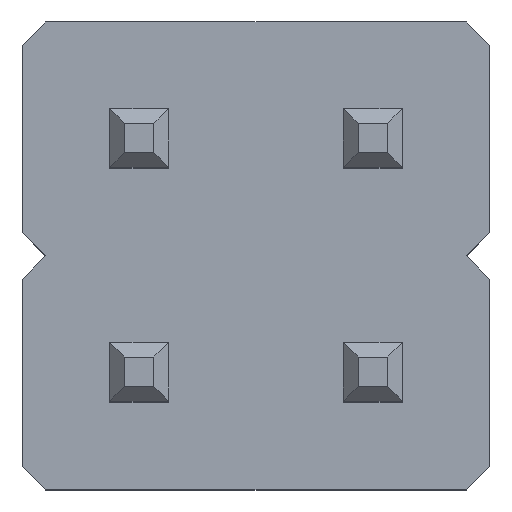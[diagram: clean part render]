
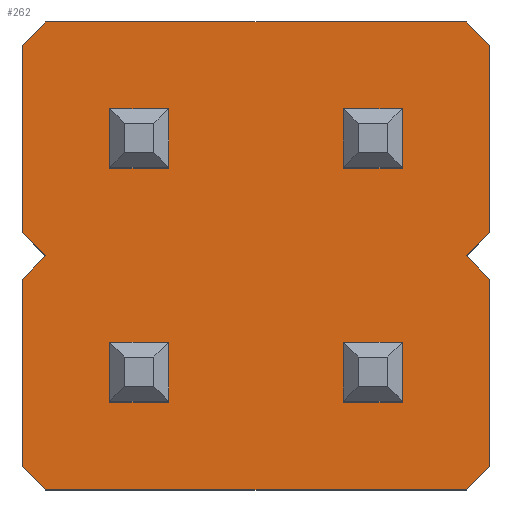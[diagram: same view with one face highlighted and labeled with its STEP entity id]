
A CAD part, top view. The second image highlights one B-rep face of the part: STEP entity #262.
In plain terms, the highlighted planar face has unit normal (0, 0, 1).
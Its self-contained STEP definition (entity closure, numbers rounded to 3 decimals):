
#12=DIRECTION('',(0.,0.,1.));
#23=VERTEX_POINT('',#24);
#24=CARTESIAN_POINT('',(-1.016,1.27,2.54));
#27=ORIENTED_EDGE('',*,*,#28,.T.);
#28=EDGE_CURVE('',#23,#29,#31,.T.);
#29=VERTEX_POINT('',#30);
#30=CARTESIAN_POINT('',(-1.27,1.016,2.54));
#31=LINE('',#24,#32);
#32=VECTOR('',#33,1.);
#33=DIRECTION('',(-0.707,-0.707,0.));
#44=DIRECTION('',(0.707,-0.707,0.));
#52=VERTEX_POINT('',#53);
#53=CARTESIAN_POINT('',(3.556,1.27,2.54));
#55=ORIENTED_EDGE('',*,*,#56,.T.);
#56=EDGE_CURVE('',#52,#23,#57,.T.);
#57=LINE('',#53,#58);
#58=VECTOR('',#59,1.);
#59=DIRECTION('',(-1.,0.,0.));
#66=DIRECTION('',(0.,-1.,0.));
#71=ORIENTED_EDGE('',*,*,#72,.T.);
#72=EDGE_CURVE('',#29,#73,#75,.T.);
#73=VERTEX_POINT('',#74);
#74=CARTESIAN_POINT('',(-1.27,-1.016,2.54));
#75=LINE('',#30,#76);
#76=VECTOR('',#66,1.);
#87=DIRECTION('',(1.,0.,0.));
#98=VECTOR('',#44,1.);
#119=VECTOR('',#87,1.);
#125=VECTOR('',#126,1.);
#126=DIRECTION('',(0.707,0.707,0.));
#132=VECTOR('',#133,1.);
#133=DIRECTION('',(0.,1.,0.));
#139=VECTOR('',#140,1.);
#140=DIRECTION('',(-0.707,0.707,0.));
#262=ADVANCED_FACE('',(#263,#318,#344,#370,#396),#422,.T.);
#263=FACE_BOUND('',#264,.T.);
#264=EDGE_LOOP('',(#27,#71,#265,#270,#275,#280,#285,#290,#295,#300,#305,#310,#315,#55));
#265=ORIENTED_EDGE('',*,*,#266,.T.);
#266=EDGE_CURVE('',#73,#267,#269,.T.);
#267=VERTEX_POINT('',#268);
#268=CARTESIAN_POINT('',(-1.016,-1.27,2.54));
#269=LINE('',#74,#98);
#270=ORIENTED_EDGE('',*,*,#271,.T.);
#271=EDGE_CURVE('',#267,#272,#274,.T.);
#272=VERTEX_POINT('',#273);
#273=CARTESIAN_POINT('',(-1.27,-1.524,2.54));
#274=LINE('',#268,#32);
#275=ORIENTED_EDGE('',*,*,#276,.T.);
#276=EDGE_CURVE('',#272,#277,#279,.T.);
#277=VERTEX_POINT('',#278);
#278=CARTESIAN_POINT('',(-1.27,-3.556,2.54));
#279=LINE('',#273,#76);
#280=ORIENTED_EDGE('',*,*,#281,.T.);
#281=EDGE_CURVE('',#277,#282,#284,.T.);
#282=VERTEX_POINT('',#283);
#283=CARTESIAN_POINT('',(-1.016,-3.81,2.54));
#284=LINE('',#278,#98);
#285=ORIENTED_EDGE('',*,*,#286,.T.);
#286=EDGE_CURVE('',#282,#287,#289,.T.);
#287=VERTEX_POINT('',#288);
#288=CARTESIAN_POINT('',(3.556,-3.81,2.54));
#289=LINE('',#283,#119);
#290=ORIENTED_EDGE('',*,*,#291,.T.);
#291=EDGE_CURVE('',#287,#292,#294,.T.);
#292=VERTEX_POINT('',#293);
#293=CARTESIAN_POINT('',(3.81,-3.556,2.54));
#294=LINE('',#288,#125);
#295=ORIENTED_EDGE('',*,*,#296,.T.);
#296=EDGE_CURVE('',#292,#297,#299,.T.);
#297=VERTEX_POINT('',#298);
#298=CARTESIAN_POINT('',(3.81,-1.524,2.54));
#299=LINE('',#293,#132);
#300=ORIENTED_EDGE('',*,*,#301,.T.);
#301=EDGE_CURVE('',#297,#302,#304,.T.);
#302=VERTEX_POINT('',#303);
#303=CARTESIAN_POINT('',(3.556,-1.27,2.54));
#304=LINE('',#298,#139);
#305=ORIENTED_EDGE('',*,*,#306,.T.);
#306=EDGE_CURVE('',#302,#307,#309,.T.);
#307=VERTEX_POINT('',#308);
#308=CARTESIAN_POINT('',(3.81,-1.016,2.54));
#309=LINE('',#303,#125);
#310=ORIENTED_EDGE('',*,*,#311,.T.);
#311=EDGE_CURVE('',#307,#312,#314,.T.);
#312=VERTEX_POINT('',#313);
#313=CARTESIAN_POINT('',(3.81,1.016,2.54));
#314=LINE('',#308,#132);
#315=ORIENTED_EDGE('',*,*,#316,.T.);
#316=EDGE_CURVE('',#312,#52,#317,.T.);
#317=LINE('',#313,#139);
#318=FACE_BOUND('',#319,.T.);
#319=EDGE_LOOP('',(#320,#328,#334,#340));
#320=ORIENTED_EDGE('',*,*,#321,.F.);
#321=EDGE_CURVE('',#322,#324,#326,.T.);
#322=VERTEX_POINT('',#323);
#323=CARTESIAN_POINT('',(2.86,-0.32,2.54));
#324=VERTEX_POINT('',#325);
#325=CARTESIAN_POINT('',(2.86,0.32,2.54));
#326=LINE('',#327,#132);
#327=CARTESIAN_POINT('',(2.86,-0.795,2.54));
#328=ORIENTED_EDGE('',*,*,#329,.T.);
#329=EDGE_CURVE('',#322,#330,#332,.T.);
#330=VERTEX_POINT('',#331);
#331=CARTESIAN_POINT('',(2.22,-0.32,2.54));
#332=LINE('',#333,#58);
#333=CARTESIAN_POINT('',(1.745,-0.32,2.54));
#334=ORIENTED_EDGE('',*,*,#335,.T.);
#335=EDGE_CURVE('',#330,#336,#338,.T.);
#336=VERTEX_POINT('',#337);
#337=CARTESIAN_POINT('',(2.22,0.32,2.54));
#338=LINE('',#339,#132);
#339=CARTESIAN_POINT('',(2.22,-0.795,2.54));
#340=ORIENTED_EDGE('',*,*,#341,.F.);
#341=EDGE_CURVE('',#324,#336,#342,.T.);
#342=LINE('',#343,#58);
#343=CARTESIAN_POINT('',(1.745,0.32,2.54));
#344=FACE_BOUND('',#345,.T.);
#345=EDGE_LOOP('',(#346,#354,#360,#366));
#346=ORIENTED_EDGE('',*,*,#347,.F.);
#347=EDGE_CURVE('',#348,#350,#352,.T.);
#348=VERTEX_POINT('',#349);
#349=CARTESIAN_POINT('',(2.86,-2.22,2.54));
#350=VERTEX_POINT('',#351);
#351=CARTESIAN_POINT('',(2.22,-2.22,2.54));
#352=LINE('',#353,#58);
#353=CARTESIAN_POINT('',(1.745,-2.22,2.54));
#354=ORIENTED_EDGE('',*,*,#355,.F.);
#355=EDGE_CURVE('',#356,#348,#358,.T.);
#356=VERTEX_POINT('',#357);
#357=CARTESIAN_POINT('',(2.86,-2.86,2.54));
#358=LINE('',#359,#132);
#359=CARTESIAN_POINT('',(2.86,-2.065,2.54));
#360=ORIENTED_EDGE('',*,*,#361,.T.);
#361=EDGE_CURVE('',#356,#362,#364,.T.);
#362=VERTEX_POINT('',#363);
#363=CARTESIAN_POINT('',(2.22,-2.86,2.54));
#364=LINE('',#365,#58);
#365=CARTESIAN_POINT('',(1.745,-2.86,2.54));
#366=ORIENTED_EDGE('',*,*,#367,.T.);
#367=EDGE_CURVE('',#362,#350,#368,.T.);
#368=LINE('',#369,#132);
#369=CARTESIAN_POINT('',(2.22,-2.065,2.54));
#370=FACE_BOUND('',#371,.T.);
#371=EDGE_LOOP('',(#372,#380,#386,#392));
#372=ORIENTED_EDGE('',*,*,#373,.F.);
#373=EDGE_CURVE('',#374,#376,#378,.T.);
#374=VERTEX_POINT('',#375);
#375=CARTESIAN_POINT('',(0.32,-2.86,2.54));
#376=VERTEX_POINT('',#377);
#377=CARTESIAN_POINT('',(0.32,-2.22,2.54));
#378=LINE('',#379,#132);
#379=CARTESIAN_POINT('',(0.32,-2.065,2.54));
#380=ORIENTED_EDGE('',*,*,#381,.T.);
#381=EDGE_CURVE('',#374,#382,#384,.T.);
#382=VERTEX_POINT('',#383);
#383=CARTESIAN_POINT('',(-0.32,-2.86,2.54));
#384=LINE('',#385,#58);
#385=CARTESIAN_POINT('',(0.475,-2.86,2.54));
#386=ORIENTED_EDGE('',*,*,#387,.T.);
#387=EDGE_CURVE('',#382,#388,#390,.T.);
#388=VERTEX_POINT('',#389);
#389=CARTESIAN_POINT('',(-0.32,-2.22,2.54));
#390=LINE('',#391,#132);
#391=CARTESIAN_POINT('',(-0.32,-2.065,2.54));
#392=ORIENTED_EDGE('',*,*,#393,.F.);
#393=EDGE_CURVE('',#376,#388,#394,.T.);
#394=LINE('',#395,#58);
#395=CARTESIAN_POINT('',(0.475,-2.22,2.54));
#396=FACE_BOUND('',#397,.T.);
#397=EDGE_LOOP('',(#398,#406,#412,#418));
#398=ORIENTED_EDGE('',*,*,#399,.F.);
#399=EDGE_CURVE('',#400,#402,#404,.T.);
#400=VERTEX_POINT('',#401);
#401=CARTESIAN_POINT('',(0.32,-0.32,2.54));
#402=VERTEX_POINT('',#403);
#403=CARTESIAN_POINT('',(0.32,0.32,2.54));
#404=LINE('',#405,#132);
#405=CARTESIAN_POINT('',(0.32,-0.795,2.54));
#406=ORIENTED_EDGE('',*,*,#407,.T.);
#407=EDGE_CURVE('',#400,#408,#410,.T.);
#408=VERTEX_POINT('',#409);
#409=CARTESIAN_POINT('',(-0.32,-0.32,2.54));
#410=LINE('',#411,#58);
#411=CARTESIAN_POINT('',(0.475,-0.32,2.54));
#412=ORIENTED_EDGE('',*,*,#413,.T.);
#413=EDGE_CURVE('',#408,#414,#416,.T.);
#414=VERTEX_POINT('',#415);
#415=CARTESIAN_POINT('',(-0.32,0.32,2.54));
#416=LINE('',#417,#132);
#417=CARTESIAN_POINT('',(-0.32,-0.795,2.54));
#418=ORIENTED_EDGE('',*,*,#419,.F.);
#419=EDGE_CURVE('',#402,#414,#420,.T.);
#420=LINE('',#421,#58);
#421=CARTESIAN_POINT('',(0.475,0.32,2.54));
#422=PLANE('',#423);
#423=AXIS2_PLACEMENT_3D('',#424,#12,#87);
#424=CARTESIAN_POINT('',(1.27,-1.27,2.54));
